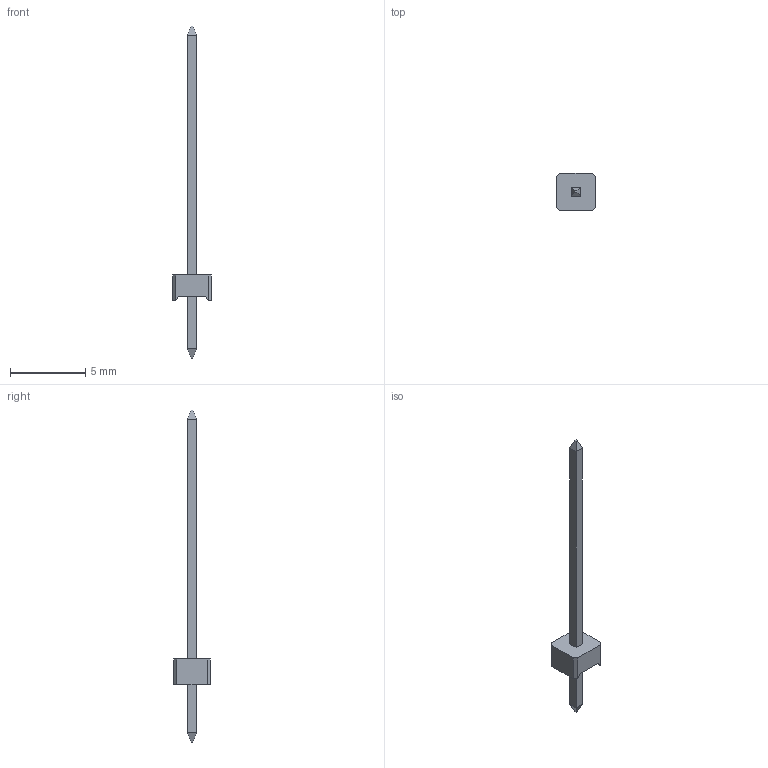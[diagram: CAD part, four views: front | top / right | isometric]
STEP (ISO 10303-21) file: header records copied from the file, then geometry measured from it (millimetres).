
FILE_DESCRIPTION((''),'2;1');
FILE_NAME('STELVIO-KONTEK_3860211108440_a.stp','2013-08-29T12:45:40',(''),(''),'Mechanical Desktop 2011','Mechanical Desktop 2011',', , ');
FILE_SCHEMA(('AUTOMOTIVE_DESIGN { 1 2 10303 214 1 1 1 1 }'));
Length unit declared in the file: millimetre
Products named in the file (1): Product
Bounding box: 2.54 x 2.45 x 22 mm (x, y, z)
Volume: 16.2 mm3; surface area: 77.2 mm2
Topology: 3 solids, 3 shells, 34 faces, 72 edges, 44 vertices
Faces by surface type: plane 34
Entity records: 930 total; most frequent: CARTESIAN_POINT 151, ORIENTED_EDGE 144, DIRECTION 142, VECTOR 72, LINE 72, EDGE_CURVE 72, VERTEX_POINT 44, AXIS2_PLACEMENT_3D 35
